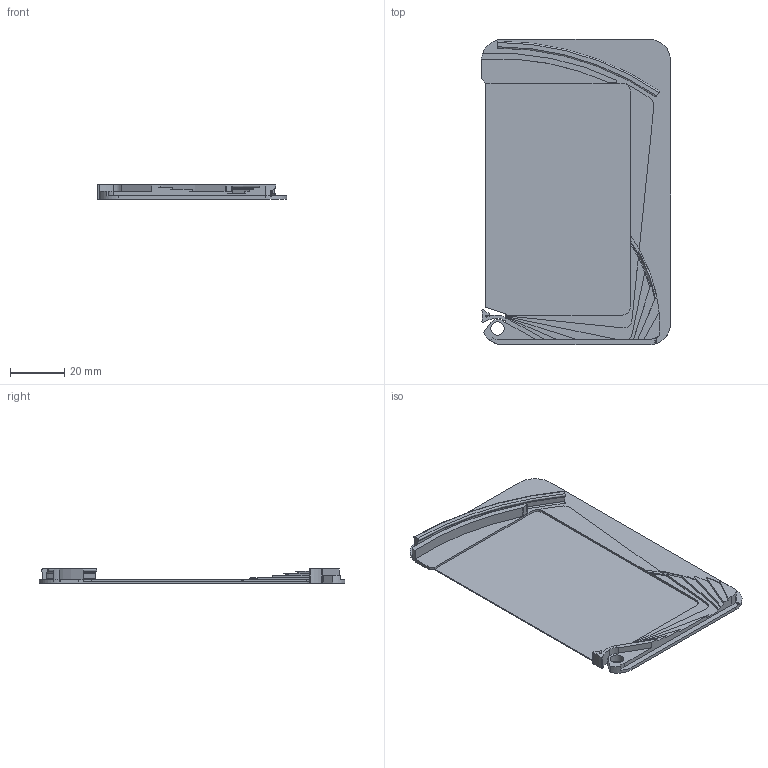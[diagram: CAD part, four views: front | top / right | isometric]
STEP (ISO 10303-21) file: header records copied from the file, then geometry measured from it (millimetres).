
FILE_DESCRIPTION(('FreeCAD Model'),'2;1');
FILE_NAME('Open CASCADE Shape Model','2024-11-09T11:48:48',(''),(''), 'Open CASCADE STEP processor 7.6','FreeCAD','Unknown');
FILE_SCHEMA(('AUTOMOTIVE_DESIGN { 1 0 10303 214 1 1 1 1 }'));
Length unit declared in the file: millimetre
Products named in the file (1): Body
Bounding box: 70 x 113 x 5.2 mm (x, y, z)
Volume: 7391.6 mm3; surface area: 17592.2 mm2
Topology: 1 solids, 1 shells, 118 faces, 329 edges, 214 vertices
Faces by surface type: plane 58, cylinder 40, torus 14, cone 6
Full cylindrical faces by diameter (mm): 5 x1
Entity records: 8518 total; most frequent: CARTESIAN_POINT 1847, DIRECTION 1303, LINE 692, VECTOR 692, ORIENTED_EDGE 658, PCURVE 658, DEFINITIONAL_REPRESENTATION 658, EDGE_CURVE 329
